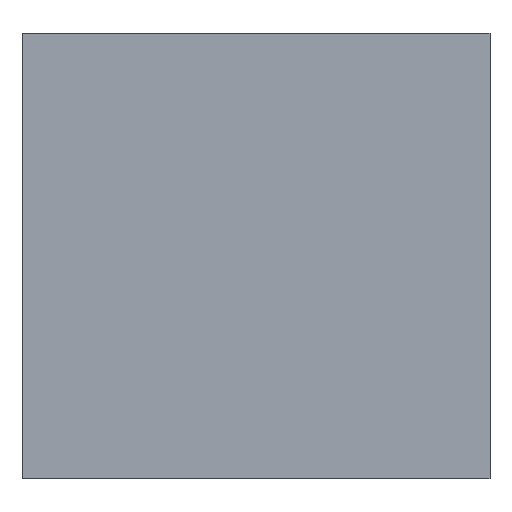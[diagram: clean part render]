
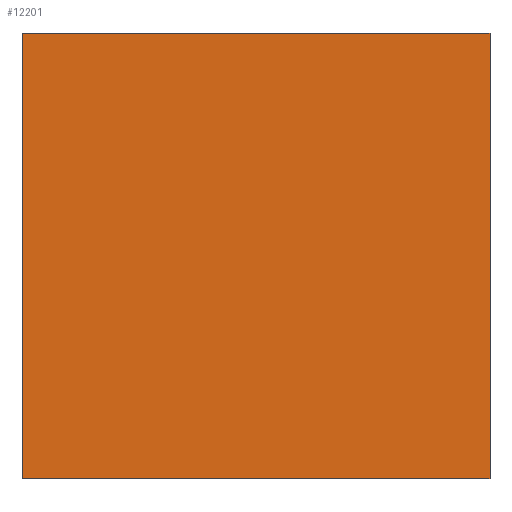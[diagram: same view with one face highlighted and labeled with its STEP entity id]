
A CAD part, left-side view. The second image highlights one B-rep face of the part: STEP entity #12201.
In plain terms, the highlighted planar face has unit normal (-1, 0, 0).
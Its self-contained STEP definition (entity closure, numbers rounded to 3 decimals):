
#1466=LINE('',#23567,#2525);
#1498=LINE('',#23654,#2557);
#1500=LINE('',#23657,#2559);
#1501=LINE('',#23660,#2560);
#2525=VECTOR('',#14093,10.);
#2557=VECTOR('',#14183,10.);
#2559=VECTOR('',#14187,10.);
#2560=VECTOR('',#14192,10.);
#3577=PLANE('',#12527);
#4235=FACE_OUTER_BOUND('',#4954,.T.);
#4954=EDGE_LOOP('',(#11536,#11537,#11538,#11539));
#6133=VERTEX_POINT('',#23565);
#6134=VERTEX_POINT('',#23566);
#6159=VERTEX_POINT('',#23651);
#6160=VERTEX_POINT('',#23653);
#7914=EDGE_CURVE('',#6133,#6134,#1466,.T.);
#7950=EDGE_CURVE('',#6159,#6160,#1498,.T.);
#7952=EDGE_CURVE('',#6134,#6159,#1500,.T.);
#7953=EDGE_CURVE('',#6160,#6133,#1501,.T.);
#11536=ORIENTED_EDGE('',*,*,#7953,.F.);
#11537=ORIENTED_EDGE('',*,*,#7950,.F.);
#11538=ORIENTED_EDGE('',*,*,#7952,.F.);
#11539=ORIENTED_EDGE('',*,*,#7914,.F.);
#12201=ADVANCED_FACE('',(#4235),#3577,.F.);
#12527=AXIS2_PLACEMENT_3D('',#23661,#14193,#14194);
#14093=DIRECTION('',(0.,0.,1.));
#14183=DIRECTION('',(0.,0.,-1.));
#14187=DIRECTION('',(0.,-1.,0.));
#14192=DIRECTION('',(0.,1.,0.));
#14193=DIRECTION('center_axis',(1.,0.,0.));
#14194=DIRECTION('ref_axis',(0.,0.,-1.));
#23565=CARTESIAN_POINT('',(0.,52.5,-50.));
#23566=CARTESIAN_POINT('',(0.,52.5,50.));
#23567=CARTESIAN_POINT('',(0.,52.5,-50.));
#23651=CARTESIAN_POINT('',(0.,-52.5,50.));
#23653=CARTESIAN_POINT('',(0.,-52.5,-50.));
#23654=CARTESIAN_POINT('',(0.,-52.5,50.));
#23657=CARTESIAN_POINT('',(0.,52.5,50.));
#23660=CARTESIAN_POINT('',(0.,-52.5,-50.));
#23661=CARTESIAN_POINT('Origin',(0.,0.,0.));
